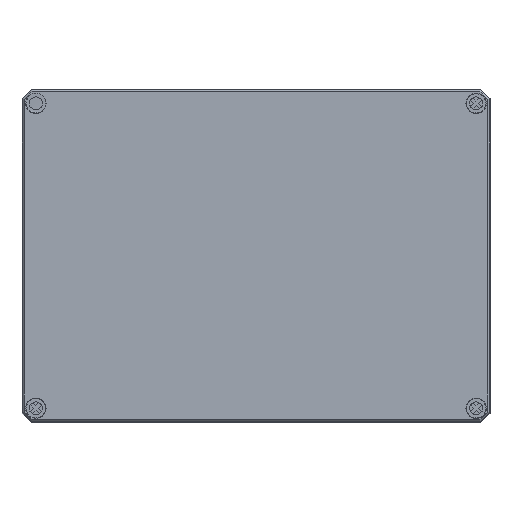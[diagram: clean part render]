
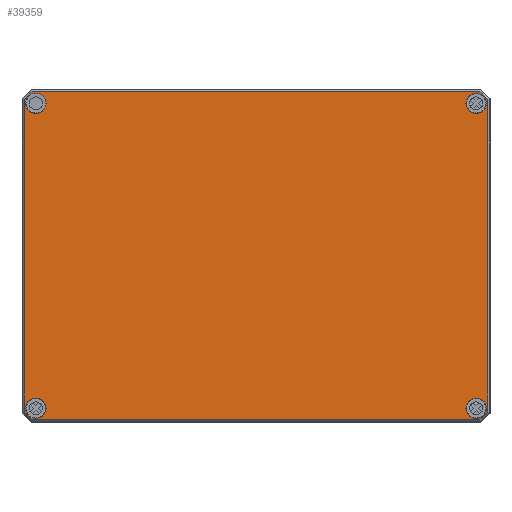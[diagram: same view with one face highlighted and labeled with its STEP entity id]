
A CAD part, top view. The second image highlights one B-rep face of the part: STEP entity #39359.
In plain terms, the highlighted planar face has unit normal (0, 0, 1).
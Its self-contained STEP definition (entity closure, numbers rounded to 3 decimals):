
#2552=FACE_BOUND('',#13849,.T.);
#2553=FACE_BOUND('',#13850,.T.);
#2554=FACE_BOUND('',#13851,.T.);
#2555=FACE_BOUND('',#13852,.T.);
#4988=LINE('',#71539,#7983);
#4989=LINE('',#71541,#7984);
#4990=LINE('',#71543,#7985);
#4991=LINE('',#71545,#7986);
#4992=LINE('',#71547,#7987);
#4993=LINE('',#71549,#7988);
#4994=LINE('',#71551,#7989);
#4995=LINE('',#71552,#7990);
#7983=VECTOR('',#50786,10.);
#7984=VECTOR('',#50787,10.);
#7985=VECTOR('',#50788,10.);
#7986=VECTOR('',#50789,10.);
#7987=VECTOR('',#50790,10.);
#7988=VECTOR('',#50791,10.);
#7989=VECTOR('',#50792,10.);
#7990=VECTOR('',#50793,10.);
#9309=PLANE('',#42437);
#11245=FACE_OUTER_BOUND('',#13848,.T.);
#13848=EDGE_LOOP('',(#34354,#34355,#34356,#34357,#34358,#34359,#34360,#34361));
#13849=EDGE_LOOP('',(#34362,#34363));
#13850=EDGE_LOOP('',(#34364,#34365));
#13851=EDGE_LOOP('',(#34366));
#13852=EDGE_LOOP('',(#34367));
#15494=CIRCLE('',#42435,5.556);
#15496=CIRCLE('',#42438,5.556);
#15497=CIRCLE('',#42439,5.556);
#15498=CIRCLE('',#42440,5.556);
#15499=CIRCLE('',#42441,5.556);
#15500=CIRCLE('',#42442,5.556);
#18996=VERTEX_POINT('',#71533);
#18997=VERTEX_POINT('',#71537);
#18998=VERTEX_POINT('',#71538);
#18999=VERTEX_POINT('',#71540);
#19000=VERTEX_POINT('',#71542);
#19001=VERTEX_POINT('',#71544);
#19002=VERTEX_POINT('',#71546);
#19003=VERTEX_POINT('',#71548);
#19004=VERTEX_POINT('',#71550);
#19005=VERTEX_POINT('',#71553);
#19006=VERTEX_POINT('',#71554);
#19007=VERTEX_POINT('',#71557);
#19008=VERTEX_POINT('',#71558);
#19009=VERTEX_POINT('',#71561);
#24195=EDGE_CURVE('',#18996,#18996,#15494,.T.);
#24197=EDGE_CURVE('',#18997,#18998,#4988,.T.);
#24198=EDGE_CURVE('',#18999,#18997,#4989,.T.);
#24199=EDGE_CURVE('',#19000,#18999,#4990,.T.);
#24200=EDGE_CURVE('',#19001,#19000,#4991,.T.);
#24201=EDGE_CURVE('',#19002,#19001,#4992,.T.);
#24202=EDGE_CURVE('',#19003,#19002,#4993,.T.);
#24203=EDGE_CURVE('',#19004,#19003,#4994,.T.);
#24204=EDGE_CURVE('',#18998,#19004,#4995,.T.);
#24205=EDGE_CURVE('',#19005,#19006,#15496,.T.);
#24206=EDGE_CURVE('',#19006,#19005,#15497,.T.);
#24207=EDGE_CURVE('',#19007,#19008,#15498,.T.);
#24208=EDGE_CURVE('',#19008,#19007,#15499,.T.);
#24209=EDGE_CURVE('',#19009,#19009,#15500,.T.);
#34354=ORIENTED_EDGE('',*,*,#24197,.F.);
#34355=ORIENTED_EDGE('',*,*,#24198,.F.);
#34356=ORIENTED_EDGE('',*,*,#24199,.F.);
#34357=ORIENTED_EDGE('',*,*,#24200,.F.);
#34358=ORIENTED_EDGE('',*,*,#24201,.F.);
#34359=ORIENTED_EDGE('',*,*,#24202,.F.);
#34360=ORIENTED_EDGE('',*,*,#24203,.F.);
#34361=ORIENTED_EDGE('',*,*,#24204,.F.);
#34362=ORIENTED_EDGE('',*,*,#24205,.F.);
#34363=ORIENTED_EDGE('',*,*,#24206,.F.);
#34364=ORIENTED_EDGE('',*,*,#24207,.F.);
#34365=ORIENTED_EDGE('',*,*,#24208,.F.);
#34366=ORIENTED_EDGE('',*,*,#24209,.F.);
#34367=ORIENTED_EDGE('',*,*,#24195,.F.);
#39359=ADVANCED_FACE('',(#11245,#2552,#2553,#2554,#2555),#9309,.T.);
#42435=AXIS2_PLACEMENT_3D('',#71534,#50780,#50781);
#42437=AXIS2_PLACEMENT_3D('',#71536,#50784,#50785);
#42438=AXIS2_PLACEMENT_3D('',#71555,#50794,#50795);
#42439=AXIS2_PLACEMENT_3D('',#71556,#50796,#50797);
#42440=AXIS2_PLACEMENT_3D('',#71559,#50798,#50799);
#42441=AXIS2_PLACEMENT_3D('',#71560,#50800,#50801);
#42442=AXIS2_PLACEMENT_3D('',#71562,#50802,#50803);
#50780=DIRECTION('center_axis',(0.,0.,1.));
#50781=DIRECTION('ref_axis',(-1.,0.,0.));
#50784=DIRECTION('center_axis',(0.,0.,1.));
#50785=DIRECTION('ref_axis',(1.,0.,0.));
#50786=DIRECTION('',(0.707,-0.707,0.));
#50787=DIRECTION('',(1.,0.,0.));
#50788=DIRECTION('',(0.707,0.707,0.));
#50789=DIRECTION('',(0.,1.,0.));
#50790=DIRECTION('',(-0.707,0.707,0.));
#50791=DIRECTION('',(-1.,0.,0.));
#50792=DIRECTION('',(-0.707,-0.707,0.));
#50793=DIRECTION('',(0.,-1.,0.));
#50794=DIRECTION('center_axis',(0.,0.,1.));
#50795=DIRECTION('ref_axis',(1.,0.,0.));
#50796=DIRECTION('center_axis',(0.,0.,1.));
#50797=DIRECTION('ref_axis',(1.,0.,0.));
#50798=DIRECTION('center_axis',(0.,0.,1.));
#50799=DIRECTION('ref_axis',(1.,0.,0.));
#50800=DIRECTION('center_axis',(0.,0.,1.));
#50801=DIRECTION('ref_axis',(1.,0.,0.));
#50802=DIRECTION('center_axis',(0.,0.,1.));
#50803=DIRECTION('ref_axis',(-1.,0.,0.));
#71533=CARTESIAN_POINT('',(-113.944,82.75,18.));
#71534=CARTESIAN_POINT('Origin',(-119.5,82.75,18.));
#71536=CARTESIAN_POINT('Origin',(0.,0.,
18.));
#71537=CARTESIAN_POINT('',(121.521,89.093,18.));
#71538=CARTESIAN_POINT('',(125.843,84.771,18.));
#71539=CARTESIAN_POINT('',(113.244,97.369,18.));
#71540=CARTESIAN_POINT('',(-121.521,89.093,18.));
#71541=CARTESIAN_POINT('',(-61.,89.093,18.));
#71542=CARTESIAN_POINT('',(-125.843,84.771,18.));
#71543=CARTESIAN_POINT('',(-115.744,94.869,18.));
#71544=CARTESIAN_POINT('',(-125.843,-84.771,18.));
#71545=CARTESIAN_POINT('',(-125.843,-42.625,18.));
#71546=CARTESIAN_POINT('',(-121.521,-89.093,18.));
#71547=CARTESIAN_POINT('',(-113.244,-97.369,18.));
#71548=CARTESIAN_POINT('',(121.521,-89.093,18.));
#71549=CARTESIAN_POINT('',(61.,-89.093,18.));
#71550=CARTESIAN_POINT('',(125.843,-84.771,18.));
#71551=CARTESIAN_POINT('',(115.744,-94.869,18.));
#71552=CARTESIAN_POINT('',(125.843,42.625,18.));
#71553=CARTESIAN_POINT('',(113.944,82.75,18.));
#71554=CARTESIAN_POINT('',(125.056,82.75,18.));
#71555=CARTESIAN_POINT('Origin',(119.5,82.75,18.));
#71556=CARTESIAN_POINT('Origin',(119.5,82.75,18.));
#71557=CARTESIAN_POINT('',(113.944,-82.75,18.));
#71558=CARTESIAN_POINT('',(125.056,-82.75,18.));
#71559=CARTESIAN_POINT('Origin',(119.5,-82.75,18.));
#71560=CARTESIAN_POINT('Origin',(119.5,-82.75,18.));
#71561=CARTESIAN_POINT('',(-113.944,-82.75,18.));
#71562=CARTESIAN_POINT('Origin',(-119.5,-82.75,18.));
